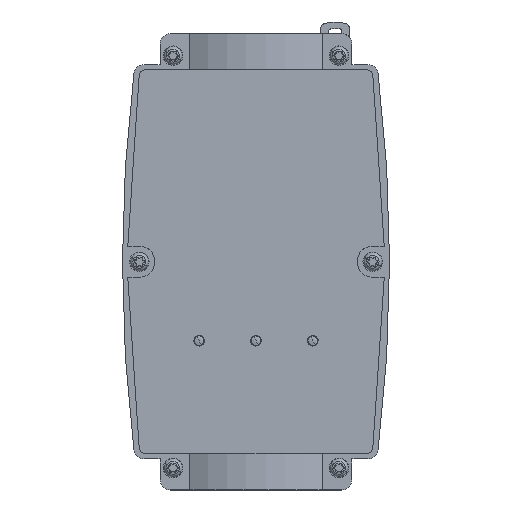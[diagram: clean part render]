
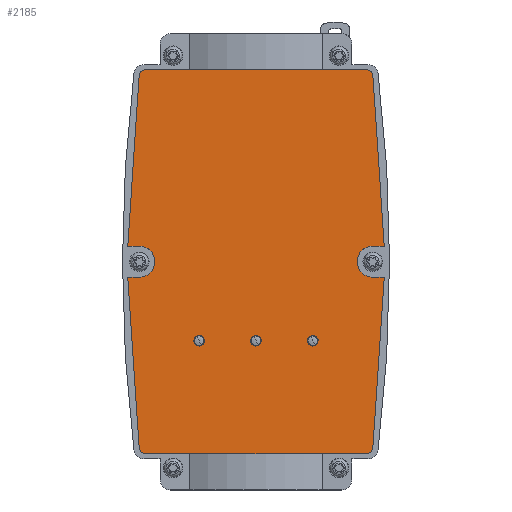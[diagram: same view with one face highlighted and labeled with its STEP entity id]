
A CAD part, top view. The second image highlights one B-rep face of the part: STEP entity #2185.
In plain terms, the highlighted planar face has unit normal (0, 0, 1).
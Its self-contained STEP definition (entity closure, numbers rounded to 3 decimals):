
#604=AXIS2_PLACEMENT_3D('Circle Axis2P3D',#602,#603,$) ;
#1107=AXIS2_PLACEMENT_3D('Circle Axis2P3D',#1105,#1106,$) ;
#1179=AXIS2_PLACEMENT_3D('Circle Axis2P3D',#1177,#1178,$) ;
#2064=AXIS2_PLACEMENT_3D('Plane Axis2P3D',#2061,#2062,#2063) ;
#2068=AXIS2_PLACEMENT_3D('Circle Axis2P3D',#2066,#2067,$) ;
#2089=AXIS2_PLACEMENT_3D('Circle Axis2P3D',#2087,#2088,$) ;
#2110=AXIS2_PLACEMENT_3D('Circle Axis2P3D',#2108,#2109,$) ;
#2133=AXIS2_PLACEMENT_3D('Circle Axis2P3D',#2131,#2132,$) ;
#2142=AXIS2_PLACEMENT_3D('Circle Axis2P3D',#2140,#2141,$) ;
#2151=AXIS2_PLACEMENT_3D('Circle Axis2P3D',#2149,#2150,$) ;
#2160=AXIS2_PLACEMENT_3D('Circle Axis2P3D',#2158,#2159,$) ;
#2169=AXIS2_PLACEMENT_3D('Circle Axis2P3D',#2167,#2168,$) ;
#2178=AXIS2_PLACEMENT_3D('Circle Axis2P3D',#2176,#2177,$) ;
#602=CARTESIAN_POINT('Axis2P3D Location',(8.923,159.5,56.)) ;
#606=CARTESIAN_POINT('Vertex',(6.428,159.667,56.)) ;
#608=CARTESIAN_POINT('Vertex',(8.923,162.,56.)) ;
#639=CARTESIAN_POINT('Vertex',(94.077,162.,56.)) ;
#654=CARTESIAN_POINT('Line Origine',(51.5,162.,56.)) ;
#1069=CARTESIAN_POINT('Vertex',(8.923,14.,56.)) ;
#1083=CARTESIAN_POINT('Vertex',(94.077,14.,56.)) ;
#1086=CARTESIAN_POINT('Line Origine',(51.5,14.,56.)) ;
#1105=CARTESIAN_POINT('Axis2P3D Location',(8.923,16.5,56.)) ;
#1109=CARTESIAN_POINT('Vertex',(6.428,16.333,56.)) ;
#1129=CARTESIAN_POINT('Line Origine',(4.229,49.166,56.)) ;
#1133=CARTESIAN_POINT('Vertex',(2.03,82.,56.)) ;
#1153=CARTESIAN_POINT('Line Origine',(4.265,82.,56.)) ;
#1157=CARTESIAN_POINT('Vertex',(6.5,82.,56.)) ;
#1177=CARTESIAN_POINT('Axis2P3D Location',(6.5,88.,56.)) ;
#1181=CARTESIAN_POINT('Vertex',(6.5,94.,56.)) ;
#1201=CARTESIAN_POINT('Line Origine',(4.265,94.,56.)) ;
#1205=CARTESIAN_POINT('Vertex',(2.03,94.,56.)) ;
#1225=CARTESIAN_POINT('Line Origine',(4.229,126.834,56.)) ;
#2061=CARTESIAN_POINT('Axis2P3D Location',(51.5,88.,56.)) ;
#2066=CARTESIAN_POINT('Axis2P3D Location',(94.077,16.5,56.)) ;
#2070=CARTESIAN_POINT('Vertex',(96.572,16.333,56.)) ;
#2073=CARTESIAN_POINT('Line Origine',(98.771,49.166,56.)) ;
#2077=CARTESIAN_POINT('Vertex',(100.97,82.,56.)) ;
#2080=CARTESIAN_POINT('Line Origine',(98.735,82.,56.)) ;
#2084=CARTESIAN_POINT('Vertex',(96.5,82.,56.)) ;
#2087=CARTESIAN_POINT('Axis2P3D Location',(96.5,88.,56.)) ;
#2091=CARTESIAN_POINT('Vertex',(96.5,94.,56.)) ;
#2094=CARTESIAN_POINT('Line Origine',(98.735,94.,56.)) ;
#2098=CARTESIAN_POINT('Vertex',(100.97,94.,56.)) ;
#2101=CARTESIAN_POINT('Line Origine',(98.771,126.834,56.)) ;
#2105=CARTESIAN_POINT('Vertex',(96.572,159.667,56.)) ;
#2108=CARTESIAN_POINT('Axis2P3D Location',(94.077,159.5,56.)) ;
#2131=CARTESIAN_POINT('Axis2P3D Location',(51.5,57.5,56.)) ;
#2135=CARTESIAN_POINT('Vertex',(50.517,59.299,56.)) ;
#2137=CARTESIAN_POINT('Vertex',(52.483,55.701,56.)) ;
#2140=CARTESIAN_POINT('Axis2P3D Location',(51.5,57.5,56.)) ;
#2149=CARTESIAN_POINT('Axis2P3D Location',(73.4,57.5,56.)) ;
#2153=CARTESIAN_POINT('Vertex',(72.417,59.299,56.)) ;
#2155=CARTESIAN_POINT('Vertex',(74.383,55.701,56.)) ;
#2158=CARTESIAN_POINT('Axis2P3D Location',(73.4,57.5,56.)) ;
#2167=CARTESIAN_POINT('Axis2P3D Location',(29.6,57.5,56.)) ;
#2171=CARTESIAN_POINT('Vertex',(28.617,59.299,56.)) ;
#2173=CARTESIAN_POINT('Vertex',(30.583,55.701,56.)) ;
#2176=CARTESIAN_POINT('Axis2P3D Location',(29.6,57.5,56.)) ;
#603=DIRECTION('Axis2P3D Direction',(0.,0.,1.)) ;
#655=DIRECTION('Vector Direction',(1.,0.,0.)) ;
#1087=DIRECTION('Vector Direction',(-1.,0.,0.)) ;
#1106=DIRECTION('Axis2P3D Direction',(0.,0.,1.)) ;
#1130=DIRECTION('Vector Direction',(0.067,-0.998,0.)) ;
#1154=DIRECTION('Vector Direction',(-1.,0.,0.)) ;
#1178=DIRECTION('Axis2P3D Direction',(0.,0.,1.)) ;
#1202=DIRECTION('Vector Direction',(-1.,0.,0.)) ;
#1226=DIRECTION('Vector Direction',(-0.067,-0.998,0.)) ;
#2062=DIRECTION('Axis2P3D Direction',(0.,0.,1.)) ;
#2063=DIRECTION('Axis2P3D XDirection',(0.,-1.,0.)) ;
#2067=DIRECTION('Axis2P3D Direction',(0.,0.,1.)) ;
#2074=DIRECTION('Vector Direction',(-0.067,-0.998,0.)) ;
#2081=DIRECTION('Vector Direction',(1.,0.,0.)) ;
#2088=DIRECTION('Axis2P3D Direction',(0.,0.,1.)) ;
#2095=DIRECTION('Vector Direction',(-1.,0.,0.)) ;
#2102=DIRECTION('Vector Direction',(0.067,-0.998,0.)) ;
#2109=DIRECTION('Axis2P3D Direction',(0.,0.,1.)) ;
#2132=DIRECTION('Axis2P3D Direction',(0.,0.,1.)) ;
#2141=DIRECTION('Axis2P3D Direction',(0.,0.,1.)) ;
#2150=DIRECTION('Axis2P3D Direction',(0.,0.,1.)) ;
#2159=DIRECTION('Axis2P3D Direction',(0.,0.,1.)) ;
#2168=DIRECTION('Axis2P3D Direction',(0.,0.,1.)) ;
#2177=DIRECTION('Axis2P3D Direction',(0.,0.,1.)) ;
#656=VECTOR('Line Direction',#655,1.) ;
#1088=VECTOR('Line Direction',#1087,1.) ;
#1131=VECTOR('Line Direction',#1130,1.) ;
#1155=VECTOR('Line Direction',#1154,1.) ;
#1203=VECTOR('Line Direction',#1202,1.) ;
#1227=VECTOR('Line Direction',#1226,1.) ;
#2075=VECTOR('Line Direction',#2074,1.) ;
#2082=VECTOR('Line Direction',#2081,1.) ;
#2096=VECTOR('Line Direction',#2095,1.) ;
#2103=VECTOR('Line Direction',#2102,1.) ;
#2114=ORIENTED_EDGE('',*,*,#658,.T.) ;
#2115=ORIENTED_EDGE('',*,*,#610,.F.) ;
#2116=ORIENTED_EDGE('',*,*,#1229,.T.) ;
#2117=ORIENTED_EDGE('',*,*,#1207,.T.) ;
#2118=ORIENTED_EDGE('',*,*,#1183,.T.) ;
#2119=ORIENTED_EDGE('',*,*,#1159,.T.) ;
#2120=ORIENTED_EDGE('',*,*,#1135,.T.) ;
#2121=ORIENTED_EDGE('',*,*,#1111,.F.) ;
#2122=ORIENTED_EDGE('',*,*,#1090,.T.) ;
#2123=ORIENTED_EDGE('',*,*,#2072,.F.) ;
#2124=ORIENTED_EDGE('',*,*,#2079,.T.) ;
#2125=ORIENTED_EDGE('',*,*,#2086,.T.) ;
#2126=ORIENTED_EDGE('',*,*,#2093,.T.) ;
#2127=ORIENTED_EDGE('',*,*,#2100,.T.) ;
#2128=ORIENTED_EDGE('',*,*,#2107,.T.) ;
#2129=ORIENTED_EDGE('',*,*,#2112,.F.) ;
#2146=ORIENTED_EDGE('',*,*,#2139,.F.) ;
#2147=ORIENTED_EDGE('',*,*,#2144,.F.) ;
#2164=ORIENTED_EDGE('',*,*,#2157,.F.) ;
#2165=ORIENTED_EDGE('',*,*,#2162,.F.) ;
#2182=ORIENTED_EDGE('',*,*,#2175,.F.) ;
#2183=ORIENTED_EDGE('',*,*,#2180,.F.) ;
#2148=FACE_BOUND('',#2145,.T.) ;
#2166=FACE_BOUND('',#2163,.T.) ;
#2184=FACE_BOUND('',#2181,.T.) ;
#2185=ADVANCED_FACE('Hauptk\X2\00F6\X0\rper',(#2130,#2148,#2166,#2184),#2065,.T.) ;
#605=CIRCLE('generated circle',#604,2.5) ;
#1108=CIRCLE('generated circle',#1107,2.5) ;
#1180=CIRCLE('generated circle',#1179,6.) ;
#2069=CIRCLE('generated circle',#2068,2.5) ;
#2090=CIRCLE('generated circle',#2089,6.) ;
#2111=CIRCLE('generated circle',#2110,2.5) ;
#2134=CIRCLE('generated circle',#2133,2.05) ;
#2143=CIRCLE('generated circle',#2142,2.05) ;
#2152=CIRCLE('generated circle',#2151,2.05) ;
#2161=CIRCLE('generated circle',#2160,2.05) ;
#2170=CIRCLE('generated circle',#2169,2.05) ;
#2179=CIRCLE('generated circle',#2178,2.05) ;
#610=EDGE_CURVE('',#607,#609,#605,.F.) ;
#658=EDGE_CURVE('',#640,#609,#657,.F.) ;
#1090=EDGE_CURVE('',#1070,#1084,#1089,.F.) ;
#1111=EDGE_CURVE('',#1070,#1110,#1108,.F.) ;
#1135=EDGE_CURVE('',#1134,#1110,#1132,.T.) ;
#1159=EDGE_CURVE('',#1158,#1134,#1156,.T.) ;
#1183=EDGE_CURVE('',#1182,#1158,#1180,.F.) ;
#1207=EDGE_CURVE('',#1206,#1182,#1204,.F.) ;
#1229=EDGE_CURVE('',#607,#1206,#1228,.T.) ;
#2072=EDGE_CURVE('',#2071,#1084,#2069,.F.) ;
#2079=EDGE_CURVE('',#2071,#2078,#2076,.F.) ;
#2086=EDGE_CURVE('',#2078,#2085,#2083,.F.) ;
#2093=EDGE_CURVE('',#2085,#2092,#2090,.F.) ;
#2100=EDGE_CURVE('',#2092,#2099,#2097,.F.) ;
#2107=EDGE_CURVE('',#2099,#2106,#2104,.F.) ;
#2112=EDGE_CURVE('',#640,#2106,#2111,.F.) ;
#2139=EDGE_CURVE('',#2136,#2138,#2134,.T.) ;
#2144=EDGE_CURVE('',#2138,#2136,#2143,.T.) ;
#2157=EDGE_CURVE('',#2154,#2156,#2152,.T.) ;
#2162=EDGE_CURVE('',#2156,#2154,#2161,.T.) ;
#2175=EDGE_CURVE('',#2172,#2174,#2170,.T.) ;
#2180=EDGE_CURVE('',#2174,#2172,#2179,.T.) ;
#2113=EDGE_LOOP('',(#2114,#2115,#2116,#2117,#2118,#2119,#2120,#2121,#2122,#2123,#2124,#2125,#2126,#2127,#2128,#2129)) ;
#2145=EDGE_LOOP('',(#2146,#2147)) ;
#2163=EDGE_LOOP('',(#2164,#2165)) ;
#2181=EDGE_LOOP('',(#2182,#2183)) ;
#2130=FACE_OUTER_BOUND('',#2113,.T.) ;
#657=LINE('Line',#654,#656) ;
#1089=LINE('Line',#1086,#1088) ;
#1132=LINE('Line',#1129,#1131) ;
#1156=LINE('Line',#1153,#1155) ;
#1204=LINE('Line',#1201,#1203) ;
#1228=LINE('Line',#1225,#1227) ;
#2076=LINE('Line',#2073,#2075) ;
#2083=LINE('Line',#2080,#2082) ;
#2097=LINE('Line',#2094,#2096) ;
#2104=LINE('Line',#2101,#2103) ;
#2065=PLANE('',#2064) ;
#607=VERTEX_POINT('',#606) ;
#609=VERTEX_POINT('',#608) ;
#640=VERTEX_POINT('',#639) ;
#1070=VERTEX_POINT('',#1069) ;
#1084=VERTEX_POINT('',#1083) ;
#1110=VERTEX_POINT('',#1109) ;
#1134=VERTEX_POINT('',#1133) ;
#1158=VERTEX_POINT('',#1157) ;
#1182=VERTEX_POINT('',#1181) ;
#1206=VERTEX_POINT('',#1205) ;
#2071=VERTEX_POINT('',#2070) ;
#2078=VERTEX_POINT('',#2077) ;
#2085=VERTEX_POINT('',#2084) ;
#2092=VERTEX_POINT('',#2091) ;
#2099=VERTEX_POINT('',#2098) ;
#2106=VERTEX_POINT('',#2105) ;
#2136=VERTEX_POINT('',#2135) ;
#2138=VERTEX_POINT('',#2137) ;
#2154=VERTEX_POINT('',#2153) ;
#2156=VERTEX_POINT('',#2155) ;
#2172=VERTEX_POINT('',#2171) ;
#2174=VERTEX_POINT('',#2173) ;
